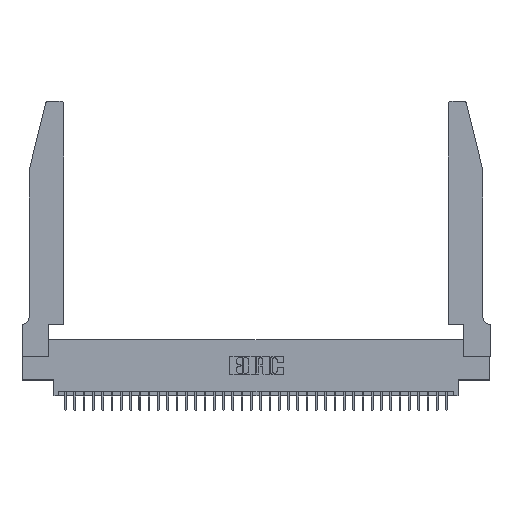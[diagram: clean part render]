
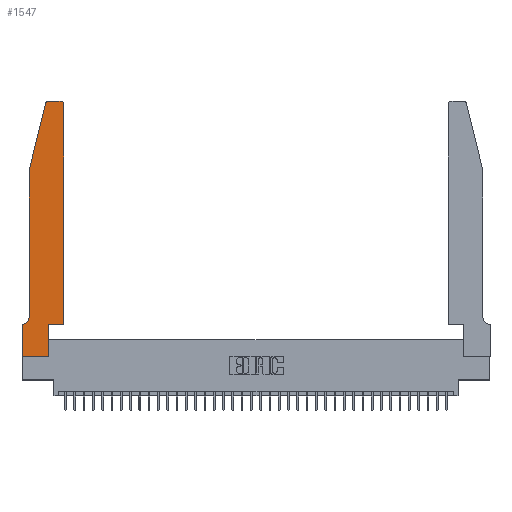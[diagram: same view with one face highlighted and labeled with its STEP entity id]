
A CAD part, top view. The second image highlights one B-rep face of the part: STEP entity #1547.
In plain terms, the highlighted planar face has unit normal (0, 0, 1).
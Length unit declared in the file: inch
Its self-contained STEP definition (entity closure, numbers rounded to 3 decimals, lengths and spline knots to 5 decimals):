
#48 = ORIENTED_EDGE ( 'NONE', *, *, #14775, .T. ) ;
#79 = ORIENTED_EDGE ( 'NONE', *, *, #22841, .T. ) ;
#202 = AXIS2_PLACEMENT_3D ( 'NONE', #8599, #28998, #11559 ) ;
#675 = VECTOR ( 'NONE', #3003, 39.37008 ) ;
#683 = EDGE_CURVE ( 'NONE', #11676, #28867, #2998, .T. ) ;
#750 = VERTEX_POINT ( 'NONE', #15994 ) ;
#1048 = DIRECTION ( 'NONE',  ( 1., 0., 0. ) ) ;
#1178 = VECTOR ( 'NONE', #19818, 39.37008 ) ;
#1442 = LINE ( 'NONE', #1983, #31770 ) ;
#1495 = DIRECTION ( 'NONE',  ( 0., -1., 0. ) ) ;
#1547 = ADVANCED_FACE ( 'NONE', ( #20334 ), #28304, .T. ) ;
#1603 = AXIS2_PLACEMENT_3D ( 'NONE', #4889, #10843, #31186 ) ;
#1983 = CARTESIAN_POINT ( 'NONE',  ( 0.2605, 2.75, 0.37 ) ) ;
#2031 = EDGE_CURVE ( 'NONE', #9820, #23186, #27075, .T. ) ;
#2077 = ORIENTED_EDGE ( 'NONE', *, *, #20350, .T. ) ;
#2998 = CIRCLE ( 'NONE', #9922, 0.03 ) ;
#3003 = DIRECTION ( 'NONE',  ( 0., 1., 0. ) ) ;
#3178 = EDGE_CURVE ( 'NONE', #18586, #35634, #8293, .T. ) ;
#3647 = VECTOR ( 'NONE', #16033, 39.37008 ) ;
#4228 = AXIS2_PLACEMENT_3D ( 'NONE', #27522, #10042, #30404 ) ;
#4330 = CARTESIAN_POINT ( 'NONE',  ( 0.0755, 2., 0.37 ) ) ;
#4884 = DIRECTION ( 'NONE',  ( 0., 1., 0. ) ) ;
#4889 = CARTESIAN_POINT ( 'NONE',  ( 0., 0.35, 0.37 ) ) ;
#5069 = DIRECTION ( 'NONE',  ( -1., 0., 0. ) ) ;
#5668 = LINE ( 'NONE', #13470, #35733 ) ;
#5946 = CARTESIAN_POINT ( 'NONE',  ( 0.4505, 0.35, 0.37 ) ) ;
#6316 = ORIENTED_EDGE ( 'NONE', *, *, #2031, .T. ) ;
#7257 = EDGE_CURVE ( 'NONE', #35560, #30247, #5668, .T. ) ;
#7804 = CARTESIAN_POINT ( 'NONE',  ( 0.2865, 0.35, 0.37 ) ) ;
#8049 = EDGE_CURVE ( 'NONE', #14871, #10288, #19416, .T. ) ;
#8293 = LINE ( 'NONE', #18910, #16195 ) ;
#8599 = CARTESIAN_POINT ( 'NONE',  ( 0.284, 2.72, 0.37 ) ) ;
#8722 = LINE ( 'NONE', #5946, #675 ) ;
#9209 = LINE ( 'NONE', #10932, #1178 ) ;
#9583 = CARTESIAN_POINT ( 'NONE',  ( 0.2865, 0., 0.37 ) ) ;
#9820 = VERTEX_POINT ( 'NONE', #35035 ) ;
#9922 = AXIS2_PLACEMENT_3D ( 'NONE', #12742, #32996, #15745 ) ;
#10042 = DIRECTION ( 'NONE',  ( 0., 0., -1. ) ) ;
#10121 = VECTOR ( 'NONE', #18285, 39.37008 ) ;
#10195 = CARTESIAN_POINT ( 'NONE',  ( 0.0755, 0.35, 0.37 ) ) ;
#10288 = VERTEX_POINT ( 'NONE', #25573 ) ;
#10843 = DIRECTION ( 'NONE',  ( 0., 0., 1. ) ) ;
#10932 = CARTESIAN_POINT ( 'NONE',  ( 0., 0., 0.37 ) ) ;
#11498 = CIRCLE ( 'NONE', #4228, 0.07 ) ;
#11541 = EDGE_CURVE ( 'NONE', #10288, #35560, #30472, .T. ) ;
#11559 = DIRECTION ( 'NONE',  ( 1., 0., 0. ) ) ;
#11676 = VERTEX_POINT ( 'NONE', #29536 ) ;
#12742 = CARTESIAN_POINT ( 'NONE',  ( 0.4205, 2.72, 0.37 ) ) ;
#13470 = CARTESIAN_POINT ( 'NONE',  ( 0.0755, 2., 0.37 ) ) ;
#13989 = CARTESIAN_POINT ( 'NONE',  ( 0.0755, 2., 0.37 ) ) ;
#14775 = EDGE_CURVE ( 'NONE', #30247, #9820, #11498, .T. ) ;
#14871 = VERTEX_POINT ( 'NONE', #19059 ) ;
#15377 = CARTESIAN_POINT ( 'NONE',  ( 0., 0., 0.37 ) ) ;
#15745 = DIRECTION ( 'NONE',  ( 1., 0., 0. ) ) ;
#15994 = CARTESIAN_POINT ( 'NONE',  ( 0., 0., 0.37 ) ) ;
#16033 = DIRECTION ( 'NONE',  ( -1., 0., 0. ) ) ;
#16195 = VECTOR ( 'NONE', #1048, 39.37008 ) ;
#16325 = VECTOR ( 'NONE', #4884, 39.37008 ) ;
#17707 = ORIENTED_EDGE ( 'NONE', *, *, #25359, .T. ) ;
#18285 = DIRECTION ( 'NONE',  ( 1., 0., 0. ) ) ;
#18586 = VERTEX_POINT ( 'NONE', #7804 ) ;
#18910 = CARTESIAN_POINT ( 'NONE',  ( 0.4505, 0.35, 0.37 ) ) ;
#19059 = CARTESIAN_POINT ( 'NONE',  ( 0.284, 2.75, 0.37 ) ) ;
#19121 = ORIENTED_EDGE ( 'NONE', *, *, #8049, .T. ) ;
#19313 = CARTESIAN_POINT ( 'NONE',  ( 0.4505, 0.35, 0.37 ) ) ;
#19416 = CIRCLE ( 'NONE', #202, 0.03 ) ;
#19818 = DIRECTION ( 'NONE',  ( 0., -1., 0. ) ) ;
#19938 = ORIENTED_EDGE ( 'NONE', *, *, #22403, .T. ) ;
#20334 = FACE_OUTER_BOUND ( 'NONE', #25548, .T. ) ;
#20350 = EDGE_CURVE ( 'NONE', #26387, #18586, #24022, .T. ) ;
#20547 = CARTESIAN_POINT ( 'NONE',  ( 0.0755, 0.42, 0.37 ) ) ;
#22403 = EDGE_CURVE ( 'NONE', #35634, #11676, #8722, .T. ) ;
#22841 = EDGE_CURVE ( 'NONE', #23186, #750, #9209, .T. ) ;
#23186 = VERTEX_POINT ( 'NONE', #29890 ) ;
#24022 = LINE ( 'NONE', #28300, #16325 ) ;
#24226 = ORIENTED_EDGE ( 'NONE', *, *, #35366, .T. ) ;
#25359 = EDGE_CURVE ( 'NONE', #28867, #14871, #1442, .T. ) ;
#25548 = EDGE_LOOP ( 'NONE', ( #17707, #19121, #36271, #29994, #48, #6316, #79, #24226, #2077, #29339, #19938, #33971 ) ) ;
#25573 = CARTESIAN_POINT ( 'NONE',  ( 0.25487, 2.72718, 0.37 ) ) ;
#26387 = VERTEX_POINT ( 'NONE', #9583 ) ;
#27075 = LINE ( 'NONE', #10195, #3647 ) ;
#27522 = CARTESIAN_POINT ( 'NONE',  ( 0.0055, 0.42, 0.37 ) ) ;
#28300 = CARTESIAN_POINT ( 'NONE',  ( 0.2865, 0.35, 0.37 ) ) ;
#28304 = PLANE ( 'NONE',  #1603 ) ;
#28661 = VECTOR ( 'NONE', #34201, 39.37008 ) ;
#28867 = VERTEX_POINT ( 'NONE', #30164 ) ;
#28998 = DIRECTION ( 'NONE',  ( 0., 0., 1. ) ) ;
#29339 = ORIENTED_EDGE ( 'NONE', *, *, #3178, .T. ) ;
#29536 = CARTESIAN_POINT ( 'NONE',  ( 0.4505, 2.72, 0.37 ) ) ;
#29890 = CARTESIAN_POINT ( 'NONE',  ( 0., 0.35, 0.37 ) ) ;
#29994 = ORIENTED_EDGE ( 'NONE', *, *, #7257, .T. ) ;
#30164 = CARTESIAN_POINT ( 'NONE',  ( 0.4205, 2.75, 0.37 ) ) ;
#30247 = VERTEX_POINT ( 'NONE', #20547 ) ;
#30404 = DIRECTION ( 'NONE',  ( -1., 0., 0. ) ) ;
#30472 = LINE ( 'NONE', #13989, #28661 ) ;
#31186 = DIRECTION ( 'NONE',  ( 1., 0., 0. ) ) ;
#31770 = VECTOR ( 'NONE', #5069, 39.37008 ) ;
#32377 = LINE ( 'NONE', #15377, #10121 ) ;
#32996 = DIRECTION ( 'NONE',  ( 0., 0., 1. ) ) ;
#33971 = ORIENTED_EDGE ( 'NONE', *, *, #683, .T. ) ;
#34201 = DIRECTION ( 'NONE',  ( -0.239, -0.971, 0. ) ) ;
#35035 = CARTESIAN_POINT ( 'NONE',  ( 0.0055, 0.35, 0.37 ) ) ;
#35366 = EDGE_CURVE ( 'NONE', #750, #26387, #32377, .T. ) ;
#35560 = VERTEX_POINT ( 'NONE', #4330 ) ;
#35634 = VERTEX_POINT ( 'NONE', #19313 ) ;
#35733 = VECTOR ( 'NONE', #1495, 39.37008 ) ;
#36271 = ORIENTED_EDGE ( 'NONE', *, *, #11541, .T. ) ;
